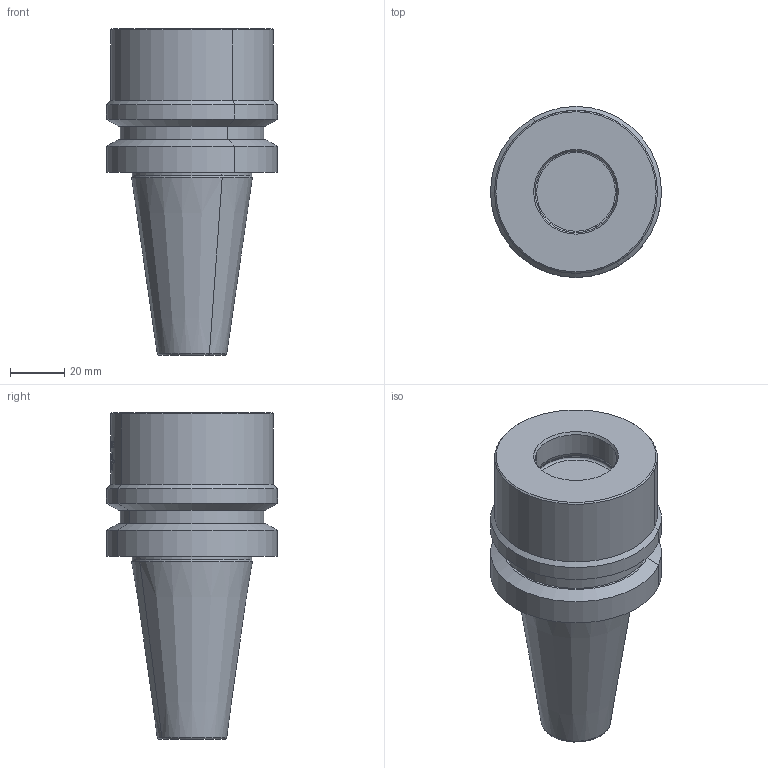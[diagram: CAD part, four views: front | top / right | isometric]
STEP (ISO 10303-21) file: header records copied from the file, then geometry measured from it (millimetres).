
FILE_DESCRIPTION((''),'2;1');
FILE_NAME('30320086-CD1','2012-05-24T',('spranzd'),(''),'PRO/ENGINEER BY PARAMETRIC TECHNOLOGY CORPORATION, 2011220','PRO/ENGINEER BY PARAMETRIC TECHNOLOGY CORPORATION, 2011220','');
FILE_SCHEMA(('AUTOMOTIVE_DESIGN_CC2 { 1 2 10303 214 -1 1 5 2 }'));
Length unit declared in the file: millimetre
Products named in the file (1): 30320086-CD1
Bounding box: 63 x 63 x 120.4 mm (x, y, z)
Volume: 209304.8 mm3; surface area: 24814.1 mm2
Topology: 1 solids, 1 shells, 572 faces, 1592 edges, 1052 vertices
Faces by surface type: plane 497, cylinder 38, cone 18, torus 12, extrusion 7
Entity records: 23664 total; most frequent: CARTESIAN_POINT 5444, ORIENTED_EDGE 3182, DIRECTION 2067, PRESENTATION_STYLE_ASSIGNMENT 1610, STYLED_ITEM 1596, CURVE_STYLE 1595, EDGE_CURVE 1591, VERTEX_POINT 1050
